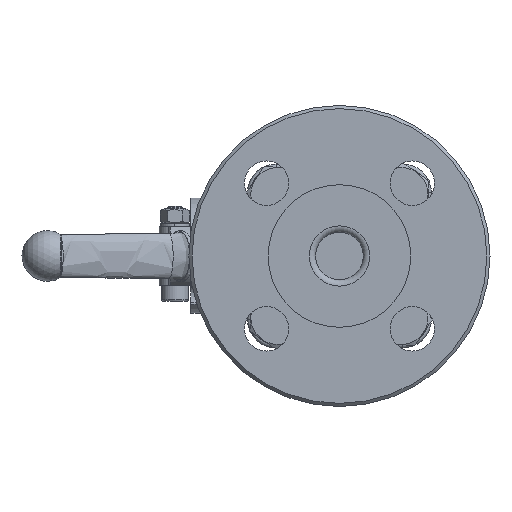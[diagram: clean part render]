
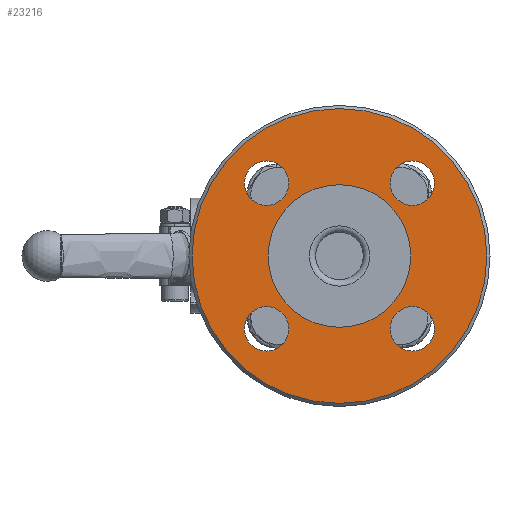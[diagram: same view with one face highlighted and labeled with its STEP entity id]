
A CAD part, left-side view. The second image highlights one B-rep face of the part: STEP entity #23216.
In plain terms, the highlighted planar face has unit normal (-1, 0, 0).
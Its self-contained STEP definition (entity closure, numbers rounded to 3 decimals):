
#1479=FACE_BOUND('',#4019,.T.);
#1480=FACE_BOUND('',#4020,.T.);
#1481=FACE_BOUND('',#4021,.T.);
#1482=FACE_BOUND('',#4022,.T.);
#1483=FACE_BOUND('',#4023,.T.);
#1736=PLANE('',#24868);
#2645=FACE_OUTER_BOUND('',#4018,.T.);
#4018=EDGE_LOOP('',(#17360));
#4019=EDGE_LOOP('',(#17361));
#4020=EDGE_LOOP('',(#17362));
#4021=EDGE_LOOP('',(#17363));
#4022=EDGE_LOOP('',(#17364));
#4023=EDGE_LOOP('',(#17365));
#5316=CIRCLE('',#24867,46.5);
#5317=CIRCLE('',#24869,7.);
#5318=CIRCLE('',#24870,7.);
#5319=CIRCLE('',#24871,7.);
#5320=CIRCLE('',#24872,7.);
#5321=CIRCLE('',#24873,22.5);
#9901=VERTEX_POINT('',#38376);
#9902=VERTEX_POINT('',#38380);
#9903=VERTEX_POINT('',#38382);
#9904=VERTEX_POINT('',#38384);
#9905=VERTEX_POINT('',#38386);
#9906=VERTEX_POINT('',#38388);
#12579=EDGE_CURVE('',#9901,#9901,#5316,.T.);
#12580=EDGE_CURVE('',#9902,#9902,#5317,.T.);
#12581=EDGE_CURVE('',#9903,#9903,#5318,.T.);
#12582=EDGE_CURVE('',#9904,#9904,#5319,.T.);
#12583=EDGE_CURVE('',#9905,#9905,#5320,.T.);
#12584=EDGE_CURVE('',#9906,#9906,#5321,.T.);
#17360=ORIENTED_EDGE('',*,*,#12579,.F.);
#17361=ORIENTED_EDGE('',*,*,#12580,.T.);
#17362=ORIENTED_EDGE('',*,*,#12581,.T.);
#17363=ORIENTED_EDGE('',*,*,#12582,.T.);
#17364=ORIENTED_EDGE('',*,*,#12583,.T.);
#17365=ORIENTED_EDGE('',*,*,#12584,.T.);
#23216=ADVANCED_FACE('',(#2645,#1479,#1480,#1481,#1482,#1483),#1736,.T.);
#24867=AXIS2_PLACEMENT_3D('',#38378,#28352,#28353);
#24868=AXIS2_PLACEMENT_3D('',#38379,#28354,#28355);
#24869=AXIS2_PLACEMENT_3D('',#38381,#28356,#28357);
#24870=AXIS2_PLACEMENT_3D('',#38383,#28358,#28359);
#24871=AXIS2_PLACEMENT_3D('',#38385,#28360,#28361);
#24872=AXIS2_PLACEMENT_3D('',#38387,#28362,#28363);
#24873=AXIS2_PLACEMENT_3D('',#38389,#28364,#28365);
#28352=DIRECTION('center_axis',(1.,0.,0.));
#28353=DIRECTION('ref_axis',(0.,1.,0.));
#28354=DIRECTION('center_axis',(-1.,0.,0.));
#28355=DIRECTION('ref_axis',(0.,0.,
1.));
#28356=DIRECTION('center_axis',(1.,0.,0.));
#28357=DIRECTION('ref_axis',(0.,0.,
1.));
#28358=DIRECTION('center_axis',(1.,0.,0.));
#28359=DIRECTION('ref_axis',(0.,0.,
1.));
#28360=DIRECTION('center_axis',(1.,0.,0.));
#28361=DIRECTION('ref_axis',(0.,0.,
1.));
#28362=DIRECTION('center_axis',(1.,0.,0.));
#28363=DIRECTION('ref_axis',(0.,0.,
1.));
#28364=DIRECTION('center_axis',(1.,0.,0.));
#28365=DIRECTION('ref_axis',(0.,1.,0.));
#38376=CARTESIAN_POINT('',(-49.5,-46.5,0.));
#38378=CARTESIAN_POINT('Origin',(-49.5,0.,0.));
#38379=CARTESIAN_POINT('Origin',(-49.5,34.5,0.));
#38380=CARTESIAN_POINT('',(-49.5,22.981,15.981));
#38381=CARTESIAN_POINT('Origin',(-49.5,22.981,22.981));
#38382=CARTESIAN_POINT('',(-49.5,-22.981,15.981));
#38383=CARTESIAN_POINT('Origin',(-49.5,-22.981,22.981));
#38384=CARTESIAN_POINT('',(-49.5,-22.981,-29.981));
#38385=CARTESIAN_POINT('Origin',(-49.5,-22.981,-22.981));
#38386=CARTESIAN_POINT('',(-49.5,22.981,-29.981));
#38387=CARTESIAN_POINT('Origin',(-49.5,22.981,-22.981));
#38388=CARTESIAN_POINT('',(-49.5,-22.5,0.));
#38389=CARTESIAN_POINT('Origin',(-49.5,0.,0.));
